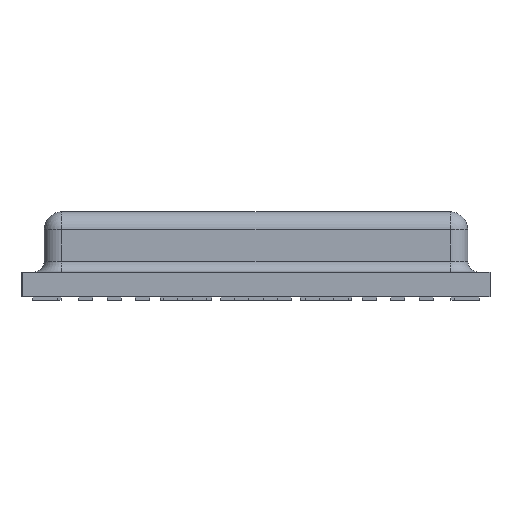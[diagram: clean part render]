
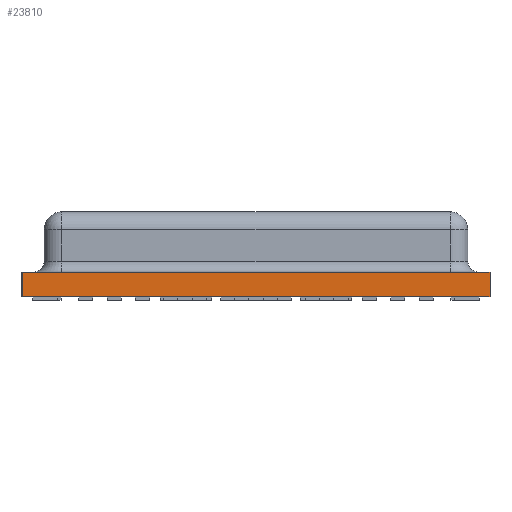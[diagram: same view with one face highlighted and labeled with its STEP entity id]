
A CAD part, front view. The second image highlights one B-rep face of the part: STEP entity #23810.
In plain terms, the highlighted planar face has unit normal (0, -1, 0).
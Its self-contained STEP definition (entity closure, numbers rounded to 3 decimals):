
#140 = EDGE_CURVE ( 'NONE', #23325, #11636, #3986, .T. ) ;
#598 = CARTESIAN_POINT ( 'NONE',  ( 6.6, -8.3, 0.8 ) ) ;
#616 = VERTEX_POINT ( 'NONE', #22198 ) ;
#963 = VERTEX_POINT ( 'NONE', #13922 ) ;
#1175 = DIRECTION ( 'NONE',  ( 0., 0., 1. ) ) ;
#2875 = DIRECTION ( 'NONE',  ( 0., 0., -1. ) ) ;
#3144 = CARTESIAN_POINT ( 'NONE',  ( -6.6, -8.3, 0.8 ) ) ;
#3986 = LINE ( 'NONE', #8125, #5348 ) ;
#4335 = EDGE_CURVE ( 'NONE', #616, #11636, #23306, .T. ) ;
#4703 = ORIENTED_EDGE ( 'NONE', *, *, #140, .F. ) ;
#5348 = VECTOR ( 'NONE', #22011, 1000. ) ;
#7227 = FACE_OUTER_BOUND ( 'NONE', #8987, .T. ) ;
#7985 = CARTESIAN_POINT ( 'NONE',  ( -6.6, -8.3, 0.8 ) ) ;
#8125 = CARTESIAN_POINT ( 'NONE',  ( 6.6, -8.3, 0.1 ) ) ;
#8987 = EDGE_LOOP ( 'NONE', ( #4703, #23477, #19871, #19533 ) ) ;
#9330 = DIRECTION ( 'NONE',  ( 0., 0., -1. ) ) ;
#10123 = DIRECTION ( 'NONE',  ( 1., 0., 0. ) ) ;
#10285 = VECTOR ( 'NONE', #10123, 1000. ) ;
#11636 = VERTEX_POINT ( 'NONE', #14837 ) ;
#11997 = LINE ( 'NONE', #7985, #10285 ) ;
#12999 = DIRECTION ( 'NONE',  ( 0., 1., 0. ) ) ;
#13922 = CARTESIAN_POINT ( 'NONE',  ( 6.6, -8.3, 0.8 ) ) ;
#14837 = CARTESIAN_POINT ( 'NONE',  ( -6.6, -8.3, 0.1 ) ) ;
#15729 = VECTOR ( 'NONE', #9330, 1000. ) ;
#16937 = EDGE_CURVE ( 'NONE', #963, #23325, #25318, .T. ) ;
#19533 = ORIENTED_EDGE ( 'NONE', *, *, #4335, .T. ) ;
#19871 = ORIENTED_EDGE ( 'NONE', *, *, #24876, .F. ) ;
#22011 = DIRECTION ( 'NONE',  ( -1., 0., 0. ) ) ;
#22198 = CARTESIAN_POINT ( 'NONE',  ( -6.6, -8.3, 0.8 ) ) ;
#23306 = LINE ( 'NONE', #3144, #25170 ) ;
#23325 = VERTEX_POINT ( 'NONE', #25965 ) ;
#23477 = ORIENTED_EDGE ( 'NONE', *, *, #16937, .F. ) ;
#23513 = CARTESIAN_POINT ( 'NONE',  ( -6.6, -8.3, 0.8 ) ) ;
#23810 = ADVANCED_FACE ( 'NONE', ( #7227 ), #25231, .F. ) ;
#24876 = EDGE_CURVE ( 'NONE', #616, #963, #11997, .T. ) ;
#25170 = VECTOR ( 'NONE', #2875, 1000. ) ;
#25231 = PLANE ( 'NONE',  #26118 ) ;
#25318 = LINE ( 'NONE', #598, #15729 ) ;
#25965 = CARTESIAN_POINT ( 'NONE',  ( 6.6, -8.3, 0.1 ) ) ;
#26118 = AXIS2_PLACEMENT_3D ( 'NONE', #23513, #12999, #1175 ) ;
